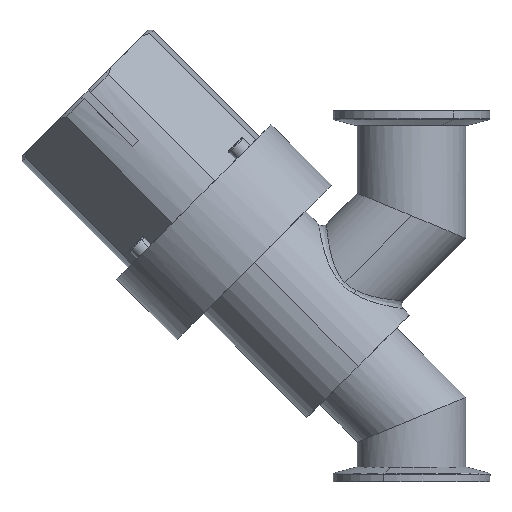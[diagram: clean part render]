
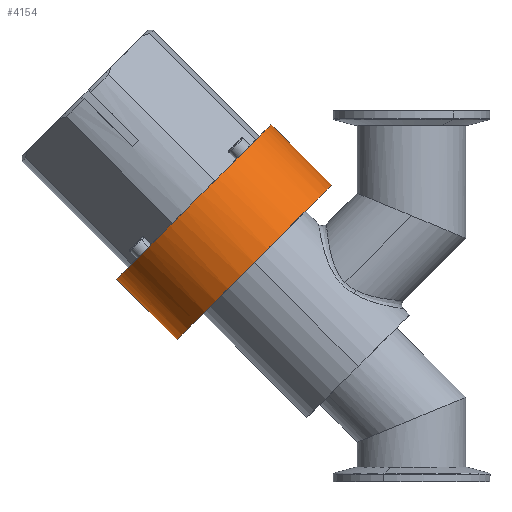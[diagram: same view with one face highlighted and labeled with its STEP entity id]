
A CAD part, left-side view. The second image highlights one B-rep face of the part: STEP entity #4154.
In plain terms, the highlighted cylindrical face has radius 38.25 mm (diameter 76.5 mm), a partial arc.
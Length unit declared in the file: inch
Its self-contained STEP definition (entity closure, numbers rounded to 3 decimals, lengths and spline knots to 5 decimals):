
#144 = CARTESIAN_POINT ( 'NONE',  ( -1.66115, 1.1221, 3.57343 ) ) ;
#219 = DIRECTION ( 'NONE',  ( 0., -0.707, 0.707 ) ) ;
#244 = FACE_OUTER_BOUND ( 'NONE', #909, .T. ) ;
#621 = DIRECTION ( 'NONE',  ( -0.707, -0.5, 0.5 ) ) ;
#786 = EDGE_CURVE ( 'NONE', #4258, #4018, #3459, .T. ) ;
#855 = CARTESIAN_POINT ( 'NONE',  ( -1.66115, 3.075, 1.26699 ) ) ;
#909 = EDGE_LOOP ( 'NONE', ( #910, #1458, #1921, #3075 ) ) ;
#910 = ORIENTED_EDGE ( 'NONE', *, *, #4229, .F. ) ;
#1002 = DIRECTION ( 'NONE',  ( 0., 0.707, 0.707 ) ) ;
#1042 = VERTEX_POINT ( 'NONE', #3953 ) ;
#1166 = EDGE_CURVE ( 'NONE', #1305, #4258, #1858, .T. ) ;
#1253 = DIRECTION ( 'NONE',  ( 0., -0.707, -0.707 ) ) ;
#1305 = VERTEX_POINT ( 'NONE', #1310 ) ;
#1310 = CARTESIAN_POINT ( 'NONE',  ( -1.66115, 1.78133, 4.23266 ) ) ;
#1458 = ORIENTED_EDGE ( 'NONE', *, *, #2759, .T. ) ;
#1532 = LINE ( 'NONE', #1850, #2238 ) ;
#1571 = VECTOR ( 'NONE', #4268, 39.37008 ) ;
#1621 = CYLINDRICAL_SURFACE ( 'NONE', #2494, 1.50591 ) ;
#1628 = AXIS2_PLACEMENT_3D ( 'NONE', #1936, #1002, #621 ) ;
#1850 = CARTESIAN_POINT ( 'NONE',  ( -1.66115, 3.25178, 1.44376 ) ) ;
#1858 = LINE ( 'NONE', #144, #1571 ) ;
#1921 = ORIENTED_EDGE ( 'NONE', *, *, #786, .F. ) ;
#1936 = CARTESIAN_POINT ( 'NONE',  ( -1.66115, 2.84616, 3.16782 ) ) ;
#2238 = VECTOR ( 'NONE', #2582, 39.37008 ) ;
#2353 = CARTESIAN_POINT ( 'NONE',  ( -1.66115, 0.94533, 3.39666 ) ) ;
#2494 = AXIS2_PLACEMENT_3D ( 'NONE', #4345, #1253, #2641 ) ;
#2582 = DIRECTION ( 'NONE',  ( 0., -0.707, -0.707 ) ) ;
#2641 = DIRECTION ( 'NONE',  ( 0., -0.707, 0.707 ) ) ;
#2701 = CARTESIAN_POINT ( 'NONE',  ( -1.66115, 2.01016, 2.33182 ) ) ;
#2759 = EDGE_CURVE ( 'NONE', #1042, #4018, #1532, .T. ) ;
#2960 = AXIS2_PLACEMENT_3D ( 'NONE', #2701, #4063, #219 ) ;
#3075 = ORIENTED_EDGE ( 'NONE', *, *, #1166, .F. ) ;
#3459 = CIRCLE ( 'NONE', #2960, 1.50591 ) ;
#3632 = CIRCLE ( 'NONE', #1628, 1.50591 ) ;
#3953 = CARTESIAN_POINT ( 'NONE',  ( -1.66115, 3.911, 2.10299 ) ) ;
#4018 = VERTEX_POINT ( 'NONE', #855 ) ;
#4063 = DIRECTION ( 'NONE',  ( 0., -0.707, -0.707 ) ) ;
#4154 = ADVANCED_FACE ( 'NONE', ( #244 ), #1621, .T. ) ;
#4229 = EDGE_CURVE ( 'NONE', #1042, #1305, #3632, .T. ) ;
#4258 = VERTEX_POINT ( 'NONE', #2353 ) ;
#4268 = DIRECTION ( 'NONE',  ( 0., -0.707, -0.707 ) ) ;
#4345 = CARTESIAN_POINT ( 'NONE',  ( -1.66115, 2.18694, 2.5086 ) ) ;
